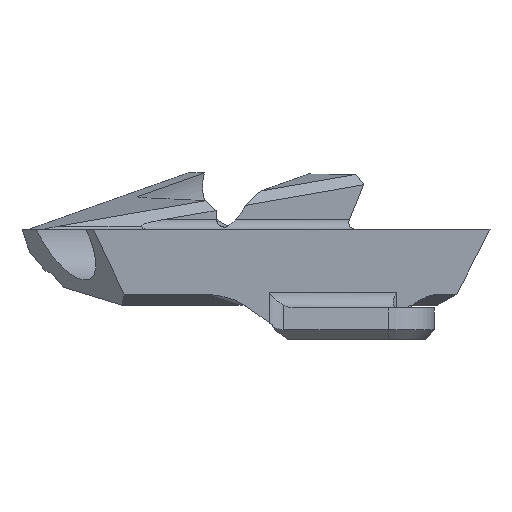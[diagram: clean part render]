
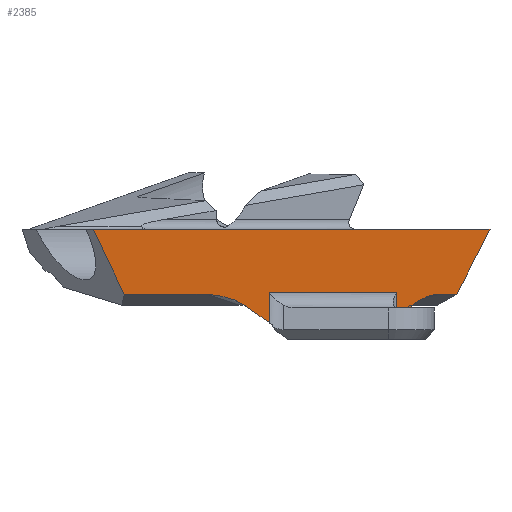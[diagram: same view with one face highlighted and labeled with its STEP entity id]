
A CAD part, left-side view. The second image highlights one B-rep face of the part: STEP entity #2385.
In plain terms, the highlighted planar face has unit normal (-0.6, -0.8, 0).
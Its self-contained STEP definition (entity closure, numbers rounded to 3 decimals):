
#37 = VERTEX_POINT ( 'NONE', #4287 ) ;
#122 = EDGE_CURVE ( 'NONE', #661, #1615, #3633, .T. ) ;
#141 = LINE ( 'NONE', #3679, #994 ) ;
#263 = LINE ( 'NONE', #2031, #4762 ) ;
#294 = CARTESIAN_POINT ( 'NONE',  ( -1116.732, 607.587, -134.984 ) ) ;
#347 = CARTESIAN_POINT ( 'NONE',  ( -1116.732, 607.587, -134.984 ) ) ;
#443 = EDGE_CURVE ( 'NONE', #2954, #4735, #1730, .T. ) ;
#449 = CARTESIAN_POINT ( 'NONE',  ( -1128.106, 616.116, -138.42 ) ) ;
#454 = LINE ( 'NONE', #4670, #4772 ) ;
#561 = VECTOR ( 'NONE', #4547, 1000. ) ;
#570 = CARTESIAN_POINT ( 'NONE',  ( -1095.158, 591.408, -114.3 ) ) ;
#576 = LINE ( 'NONE', #4390, #561 ) ;
#577 = CARTESIAN_POINT ( 'NONE',  ( -1125.285, 614.001, -136.382 ) ) ;
#618 = CARTESIAN_POINT ( 'NONE',  ( -1120.656, 610.53, -134.984 ) ) ;
#661 = VERTEX_POINT ( 'NONE', #2202 ) ;
#713 = VERTEX_POINT ( 'NONE', #2063 ) ;
#733 = VECTOR ( 'NONE', #2951, 1000. ) ;
#837 = EDGE_CURVE ( 'NONE', #2751, #37, #263, .T. ) ;
#870 = EDGE_CURVE ( 'NONE', #4735, #2751, #141, .T. ) ;
#994 = VECTOR ( 'NONE', #4797, 1000. ) ;
#1164 = CARTESIAN_POINT ( 'NONE',  ( -1199.358, 669.55, -138.514 ) ) ;
#1174 = FACE_OUTER_BOUND ( 'NONE', #1993, .T. ) ;
#1211 = CARTESIAN_POINT ( 'NONE',  ( -1230.738, 693.082, -134.984 ) ) ;
#1323 = EDGE_CURVE ( 'NONE', #2021, #1615, #454, .T. ) ;
#1421 = LINE ( 'NONE', #2422, #1500 ) ;
#1500 = VECTOR ( 'NONE', #2583, 1000. ) ;
#1517 = EDGE_CURVE ( 'NONE', #713, #2954, #2029, .T. ) ;
#1615 = VERTEX_POINT ( 'NONE', #2170 ) ;
#1704 = CARTESIAN_POINT ( 'NONE',  ( -1199.358, 669.55, -138.514 ) ) ;
#1730 = LINE ( 'NONE', #1704, #3882 ) ;
#1734 = DIRECTION ( 'NONE',  ( 0.737, -0.552, -0.39 ) ) ;
#1926 = LINE ( 'NONE', #1211, #1956 ) ;
#1956 = VECTOR ( 'NONE', #4516, 1000. ) ;
#1993 = EDGE_LOOP ( 'NONE', ( #3013, #2897, #2816, #2834, #4703, #3499, #3364, #3358, #3344, #4652, #4658, #4634 ) ) ;
#2014 = LINE ( 'NONE', #3976, #2059 ) ;
#2021 = VERTEX_POINT ( 'NONE', #570 ) ;
#2029 =( BOUNDED_CURVE ( )  B_SPLINE_CURVE ( 3, ( #3273, #3246, #3228, #3226 ),
 .UNSPECIFIED., .F., .T. ) 
 B_SPLINE_CURVE_WITH_KNOTS ( ( 4, 4 ),
 ( 0.945, 2.48 ),
 .UNSPECIFIED. ) 
 CURVE ( )  GEOMETRIC_REPRESENTATION_ITEM ( )  RATIONAL_B_SPLINE_CURVE ( ( 1., 0.813, 0.813, 1. ) ) 
 REPRESENTATION_ITEM ( '' )  );
#2031 = CARTESIAN_POINT ( 'NONE',  ( -1230.738, 693.082, -134.3 ) ) ;
#2059 = VECTOR ( 'NONE', #2102, 1000. ) ;
#2063 = CARTESIAN_POINT ( 'NONE',  ( -1215.356, 681.547, -134.984 ) ) ;
#2102 = DIRECTION ( 'NONE',  ( 0., 0., -1. ) ) ;
#2170 = CARTESIAN_POINT ( 'NONE',  ( -1263.7, 717.802, -114.3 ) ) ;
#2198 = CARTESIAN_POINT ( 'NONE',  ( -1189., 661.782, -134.3 ) ) ;
#2202 = CARTESIAN_POINT ( 'NONE',  ( -1250.562, 707.949, -134.984 ) ) ;
#2290 = VERTEX_POINT ( 'NONE', #3969 ) ;
#2385 = ADVANCED_FACE ( 'NONE', ( #1174 ), #4246, .T. ) ;
#2422 = CARTESIAN_POINT ( 'NONE',  ( -1095.158, 591.408, -114.3 ) ) ;
#2465 = EDGE_CURVE ( 'NONE', #2290, #3341, #3098, .T. ) ;
#2508 = EDGE_CURVE ( 'NONE', #3341, #4874, #2985, .T. ) ;
#2538 = EDGE_CURVE ( 'NONE', #661, #713, #576, .T. ) ;
#2583 = DIRECTION ( 'NONE',  ( -0.519, 0.389, -0.761 ) ) ;
#2726 = EDGE_CURVE ( 'NONE', #2021, #4712, #1421, .T. ) ;
#2751 = VERTEX_POINT ( 'NONE', #2198 ) ;
#2816 = ORIENTED_EDGE ( 'NONE', *, *, #1323, .T. ) ;
#2834 = ORIENTED_EDGE ( 'NONE', *, *, #122, .F. ) ;
#2861 = CARTESIAN_POINT ( 'NONE',  ( -1128.106, 616.116, -138.42 ) ) ;
#2897 = ORIENTED_EDGE ( 'NONE', *, *, #2726, .F. ) ;
#2951 = DIRECTION ( 'NONE',  ( 0.693, -0.519, 0.5 ) ) ;
#2954 = VERTEX_POINT ( 'NONE', #1164 ) ;
#2985 =( BOUNDED_CURVE ( )  B_SPLINE_CURVE ( 3, ( #449, #577, #618, #347 ),
 .UNSPECIFIED., .F., .F. ) 
 B_SPLINE_CURVE_WITH_KNOTS ( ( 4, 4 ),
 ( 0.702, 2.211 ),
 .UNSPECIFIED. ) 
 CURVE ( )  GEOMETRIC_REPRESENTATION_ITEM ( )  RATIONAL_B_SPLINE_CURVE ( ( 1., 0.819, 0.819, 1. ) ) 
 REPRESENTATION_ITEM ( '' )  );
#2989 = CARTESIAN_POINT ( 'NONE',  ( -1134.744, 621.094, -143.217 ) ) ;
#3013 = ORIENTED_EDGE ( 'NONE', *, *, #3720, .T. ) ;
#3098 = LINE ( 'NONE', #2989, #733 ) ;
#3226 = CARTESIAN_POINT ( 'NONE',  ( -1199.358, 669.55, -138.514 ) ) ;
#3228 = CARTESIAN_POINT ( 'NONE',  ( -1203.29, 672.499, -136.431 ) ) ;
#3246 = CARTESIAN_POINT ( 'NONE',  ( -1209.848, 677.417, -134.984 ) ) ;
#3273 = CARTESIAN_POINT ( 'NONE',  ( -1215.356, 681.547, -134.984 ) ) ;
#3341 = VERTEX_POINT ( 'NONE', #2861 ) ;
#3344 = ORIENTED_EDGE ( 'NONE', *, *, #837, .T. ) ;
#3358 = ORIENTED_EDGE ( 'NONE', *, *, #870, .T. ) ;
#3364 = ORIENTED_EDGE ( 'NONE', *, *, #443, .T. ) ;
#3499 = ORIENTED_EDGE ( 'NONE', *, *, #1517, .T. ) ;
#3552 = DIRECTION ( 'NONE',  ( 0.8, -0.6, 0. ) ) ;
#3610 = CARTESIAN_POINT ( 'NONE',  ( -1189., 661.782, -143.999 ) ) ;
#3633 = LINE ( 'NONE', #4020, #4817 ) ;
#3679 = CARTESIAN_POINT ( 'NONE',  ( -1189., 661.782, -139.3 ) ) ;
#3681 = AXIS2_PLACEMENT_3D ( 'NONE', #3881, #3848, #3833 ) ;
#3691 = CARTESIAN_POINT ( 'NONE',  ( -1109.264, 601.986, -134.984 ) ) ;
#3720 = EDGE_CURVE ( 'NONE', #4874, #4712, #1926, .T. ) ;
#3833 = DIRECTION ( 'NONE',  ( 0.8, -0.6, 0. ) ) ;
#3848 = DIRECTION ( 'NONE',  ( -0.6, -0.8, 0. ) ) ;
#3881 = CARTESIAN_POINT ( 'NONE',  ( -1230.738, 693.082, -139.3 ) ) ;
#3882 = VECTOR ( 'NONE', #1734, 1000. ) ;
#3969 = CARTESIAN_POINT ( 'NONE',  ( -1134.744, 621.094, -143.217 ) ) ;
#3976 = CARTESIAN_POINT ( 'NONE',  ( -1134.744, 621.094, -139.3 ) ) ;
#4020 = CARTESIAN_POINT ( 'NONE',  ( -1250.562, 707.949, -134.984 ) ) ;
#4034 = DIRECTION ( 'NONE',  ( -0.497, 0.373, 0.783 ) ) ;
#4246 = PLANE ( 'NONE',  #3681 ) ;
#4287 = CARTESIAN_POINT ( 'NONE',  ( -1134.744, 621.094, -134.3 ) ) ;
#4390 = CARTESIAN_POINT ( 'NONE',  ( -1230.738, 693.082, -134.984 ) ) ;
#4516 = DIRECTION ( 'NONE',  ( 0.8, -0.6, 0. ) ) ;
#4538 = EDGE_CURVE ( 'NONE', #37, #2290, #2014, .T. ) ;
#4547 = DIRECTION ( 'NONE',  ( 0.8, -0.6, 0. ) ) ;
#4634 = ORIENTED_EDGE ( 'NONE', *, *, #2508, .T. ) ;
#4652 = ORIENTED_EDGE ( 'NONE', *, *, #4538, .T. ) ;
#4658 = ORIENTED_EDGE ( 'NONE', *, *, #2465, .T. ) ;
#4670 = CARTESIAN_POINT ( 'NONE',  ( -1095.158, 591.408, -114.3 ) ) ;
#4675 = DIRECTION ( 'NONE',  ( -0.8, 0.6, 0. ) ) ;
#4703 = ORIENTED_EDGE ( 'NONE', *, *, #2538, .T. ) ;
#4712 = VERTEX_POINT ( 'NONE', #3691 ) ;
#4735 = VERTEX_POINT ( 'NONE', #3610 ) ;
#4762 = VECTOR ( 'NONE', #3552, 1000. ) ;
#4772 = VECTOR ( 'NONE', #4675, 1000. ) ;
#4797 = DIRECTION ( 'NONE',  ( 0., 0., 1. ) ) ;
#4817 = VECTOR ( 'NONE', #4034, 1000. ) ;
#4874 = VERTEX_POINT ( 'NONE', #294 ) ;
